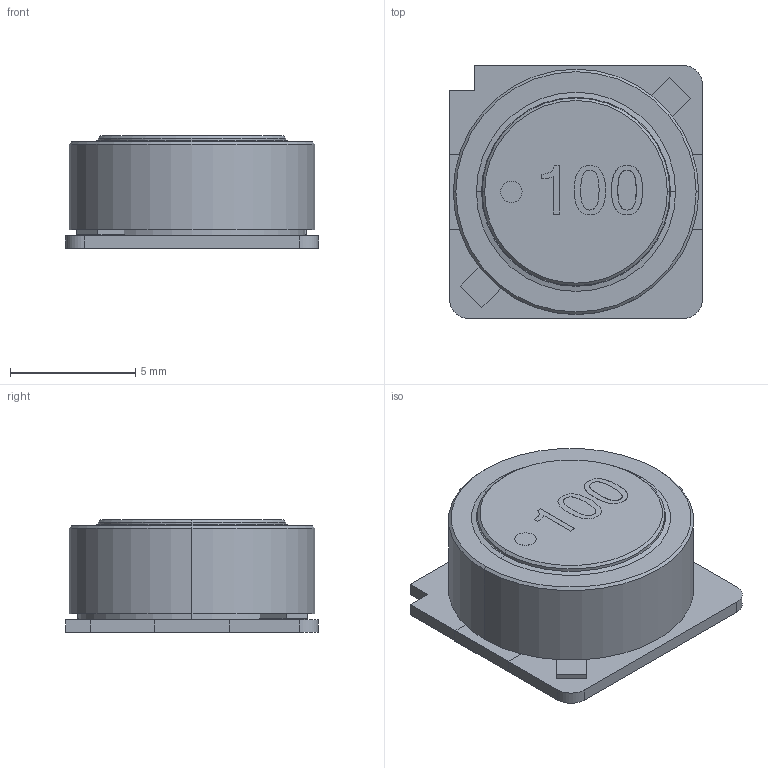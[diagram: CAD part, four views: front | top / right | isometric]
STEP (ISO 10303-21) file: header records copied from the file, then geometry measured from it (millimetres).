
FILE_DESCRIPTION (( 'STEP AP214' ), '1' );
FILE_NAME ('User Library-SLF10145.STEP', '2018-05-21T14:27:48', ( '' ), ( '' ), 'SwSTEP 2.0', 'SolidWorks 2018', '' );
FILE_SCHEMA (( 'AUTOMOTIVE_DESIGN' ));
Length unit declared in the file: centimetre
Products named in the file (6): User Library-SLF10145_Imported; User Library-SLF10145_Imported_5; User Library-SLF10145_Imported_3; User Library-SLF10145_Imported_4; User Library-SLF10145_Imported_2; User Library-SLF10145
Assembly tree (5 placements, depth 2):
  User Library-SLF10145
    User Library-SLF10145_Imported
    User Library-SLF10145_Imported_2
    User Library-SLF10145_Imported_3
    User Library-SLF10145_Imported_4
    User Library-SLF10145_Imported_5
Bounding box: 10.12 x 10.1 x 4.5 mm (x, y, z)
Volume: 350.5 mm3; surface area: 516.4 mm2
Topology: 10 solids, 10 shells, 93 faces, 206 edges, 136 vertices
Faces by surface type: plane 50, bspline 26, cylinder 11, cone 6
Entity records: 3960 total; most frequent: CARTESIAN_POINT 729, ORIENTED_EDGE 412, DIRECTION 334, EDGE_CURVE 206, VERTEX_POINT 136, LINE 124, VECTOR 124, UNCERTAINTY_MEASURE_WITH_UNIT 114
